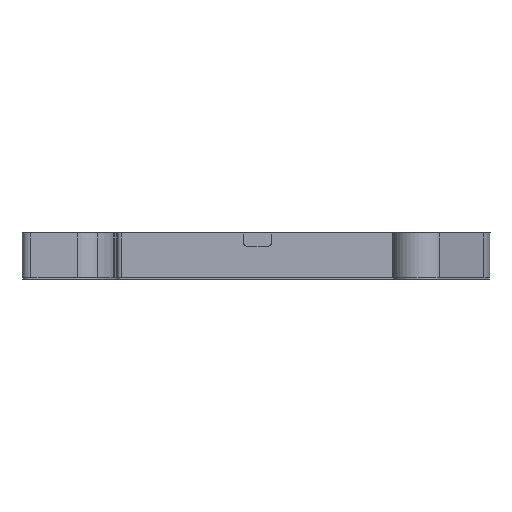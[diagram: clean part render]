
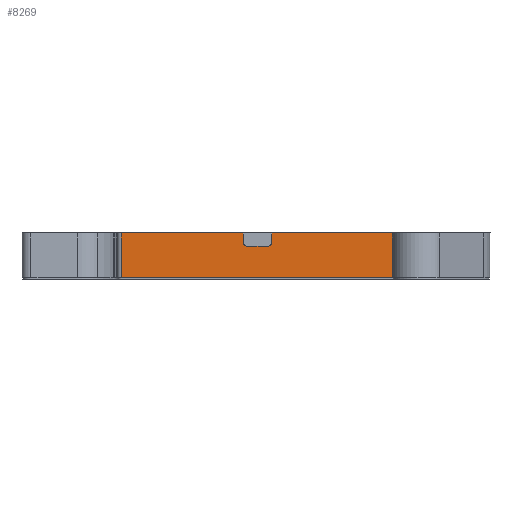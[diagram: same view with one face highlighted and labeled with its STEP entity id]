
A CAD part, front view. The second image highlights one B-rep face of the part: STEP entity #8269.
In plain terms, the highlighted planar face has unit normal (0, -1, 0).
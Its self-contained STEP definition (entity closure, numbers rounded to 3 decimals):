
#138 = VERTEX_POINT ( 'NONE', #13925 ) ;
#175 = CARTESIAN_POINT ( 'NONE',  ( -28.992, 3.323, 6.907 ) ) ;
#719 = ORIENTED_EDGE ( 'NONE', *, *, #14987, .T. ) ;
#951 = ORIENTED_EDGE ( 'NONE', *, *, #10028, .F. ) ;
#1359 = DIRECTION ( 'NONE',  ( 1., 0., 0. ) ) ;
#1688 = DIRECTION ( 'NONE',  ( 1., 0., 0. ) ) ;
#1751 = ORIENTED_EDGE ( 'NONE', *, *, #4733, .T. ) ;
#1984 =( BOUNDED_CURVE ( )  B_SPLINE_CURVE ( 3, ( #5697, #14154, #7000, #10527 ),
 .UNSPECIFIED., .F., .F. ) 
 B_SPLINE_CURVE_WITH_KNOTS ( ( 4, 4 ),
 ( 4.712, 6.283 ),
 .UNSPECIFIED. ) 
 CURVE ( )  GEOMETRIC_REPRESENTATION_ITEM ( )  RATIONAL_B_SPLINE_CURVE ( ( 1., 0.805, 0.805, 1. ) ) 
 REPRESENTATION_ITEM ( '' )  );
#2393 = PLANE ( 'NONE',  #4086 ) ;
#2637 = CARTESIAN_POINT ( 'NONE',  ( -45.56, 3.323, 8.407 ) ) ;
#3019 = EDGE_CURVE ( 'NONE', #3127, #3030, #8442, .T. ) ;
#3030 = VERTEX_POINT ( 'NONE', #14695 ) ;
#3110 = CARTESIAN_POINT ( 'NONE',  ( -28.785, 3.323, 8.407 ) ) ;
#3127 = VERTEX_POINT ( 'NONE', #6562 ) ;
#3540 = DIRECTION ( 'NONE',  ( -1., 0., 0. ) ) ;
#3596 = CARTESIAN_POINT ( 'NONE',  ( -45.56, 3.323, 8.457 ) ) ;
#3665 = CARTESIAN_POINT ( 'NONE',  ( -29.285, 3.323, 6.907 ) ) ;
#3819 = CARTESIAN_POINT ( 'NONE',  ( -28.785, 3.323, 7.407 ) ) ;
#4083 = VERTEX_POINT ( 'NONE', #6142 ) ;
#4086 = AXIS2_PLACEMENT_3D ( 'NONE', #3596, #7429, #3540 ) ;
#4162 = DIRECTION ( 'NONE',  ( 0., 0., 1. ) ) ;
#4210 = CARTESIAN_POINT ( 'NONE',  ( -31.985, 3.323, 8.457 ) ) ;
#4258 = CARTESIAN_POINT ( 'NONE',  ( -31.485, 3.323, 6.907 ) ) ;
#4292 = EDGE_CURVE ( 'NONE', #4083, #138, #8404, .T. ) ;
#4299 = FACE_OUTER_BOUND ( 'NONE', #12923, .T. ) ;
#4398 = VERTEX_POINT ( 'NONE', #3110 ) ;
#4542 = LINE ( 'NONE', #2637, #6279 ) ;
#4597 = VECTOR ( 'NONE', #11567, 1000. ) ;
#4733 = EDGE_CURVE ( 'NONE', #4398, #11120, #9361, .T. ) ;
#5697 = CARTESIAN_POINT ( 'NONE',  ( -31.485, 3.323, 6.907 ) ) ;
#5876 = EDGE_CURVE ( 'NONE', #3127, #138, #4542, .T. ) ;
#5945 = CARTESIAN_POINT ( 'NONE',  ( -28.785, 3.323, 8.457 ) ) ;
#5973 = ORIENTED_EDGE ( 'NONE', *, *, #5876, .F. ) ;
#6064 = LINE ( 'NONE', #8292, #12789 ) ;
#6142 = CARTESIAN_POINT ( 'NONE',  ( -31.985, 3.323, 7.407 ) ) ;
#6143 = ORIENTED_EDGE ( 'NONE', *, *, #10572, .T. ) ;
#6279 = VECTOR ( 'NONE', #1359, 1000. ) ;
#6464 = ORIENTED_EDGE ( 'NONE', *, *, #8607, .F. ) ;
#6562 = CARTESIAN_POINT ( 'NONE',  ( -45.56, 3.323, 8.407 ) ) ;
#7000 = CARTESIAN_POINT ( 'NONE',  ( -31.985, 3.323, 7.115 ) ) ;
#7155 = ORIENTED_EDGE ( 'NONE', *, *, #3019, .T. ) ;
#7429 = DIRECTION ( 'NONE',  ( 0., 1., 0. ) ) ;
#7500 = CARTESIAN_POINT ( 'NONE',  ( -28.785, 3.323, 7.115 ) ) ;
#8006 = VECTOR ( 'NONE', #13532, 1000. ) ;
#8269 = ADVANCED_FACE ( 'NONE', ( #4299 ), #2393, .F. ) ;
#8292 = CARTESIAN_POINT ( 'NONE',  ( -45.56, 3.323, 6.907 ) ) ;
#8404 = LINE ( 'NONE', #4210, #8991 ) ;
#8442 = LINE ( 'NONE', #8582, #12863 ) ;
#8445 = ORIENTED_EDGE ( 'NONE', *, *, #4292, .T. ) ;
#8582 = CARTESIAN_POINT ( 'NONE',  ( -45.56, 3.323, 8.457 ) ) ;
#8607 = EDGE_CURVE ( 'NONE', #13181, #14038, #9987, .T. ) ;
#8969 = LINE ( 'NONE', #15108, #10141 ) ;
#8991 = VECTOR ( 'NONE', #4162, 1000. ) ;
#9236 = ORIENTED_EDGE ( 'NONE', *, *, #9457, .F. ) ;
#9361 = LINE ( 'NONE', #5945, #15126 ) ;
#9454 = VERTEX_POINT ( 'NONE', #15008 ) ;
#9457 = EDGE_CURVE ( 'NONE', #4398, #13181, #8969, .T. ) ;
#9631 = DIRECTION ( 'NONE',  ( -1., 0., 0. ) ) ;
#9879 = CARTESIAN_POINT ( 'NONE',  ( -14.856, 3.323, 3.407 ) ) ;
#9987 = LINE ( 'NONE', #11607, #4597 ) ;
#10028 = EDGE_CURVE ( 'NONE', #14038, #3030, #12183, .T. ) ;
#10141 = VECTOR ( 'NONE', #1688, 1000. ) ;
#10527 = CARTESIAN_POINT ( 'NONE',  ( -31.985, 3.323, 7.407 ) ) ;
#10572 = EDGE_CURVE ( 'NONE', #9454, #14231, #6064, .T. ) ;
#11120 = VERTEX_POINT ( 'NONE', #3819 ) ;
#11567 = DIRECTION ( 'NONE',  ( 0., 0., -1. ) ) ;
#11581 = EDGE_CURVE ( 'NONE', #11120, #9454, #15081, .T. ) ;
#11607 = CARTESIAN_POINT ( 'NONE',  ( -14.856, 3.323, 8.457 ) ) ;
#12183 = LINE ( 'NONE', #9879, #8006 ) ;
#12355 = CARTESIAN_POINT ( 'NONE',  ( -28.785, 3.323, 7.407 ) ) ;
#12789 = VECTOR ( 'NONE', #9631, 1000. ) ;
#12863 = VECTOR ( 'NONE', #15858, 1000. ) ;
#12923 = EDGE_LOOP ( 'NONE', ( #719, #8445, #5973, #7155, #951, #6464, #9236, #1751, #15353, #6143 ) ) ;
#12952 = CARTESIAN_POINT ( 'NONE',  ( -14.856, 3.323, 8.407 ) ) ;
#13181 = VERTEX_POINT ( 'NONE', #12952 ) ;
#13532 = DIRECTION ( 'NONE',  ( -1., 0., 0. ) ) ;
#13925 = CARTESIAN_POINT ( 'NONE',  ( -31.985, 3.323, 8.407 ) ) ;
#14038 = VERTEX_POINT ( 'NONE', #14752 ) ;
#14154 = CARTESIAN_POINT ( 'NONE',  ( -31.778, 3.323, 6.907 ) ) ;
#14231 = VERTEX_POINT ( 'NONE', #4258 ) ;
#14695 = CARTESIAN_POINT ( 'NONE',  ( -45.56, 3.323, 3.407 ) ) ;
#14752 = CARTESIAN_POINT ( 'NONE',  ( -14.856, 3.323, 3.407 ) ) ;
#14987 = EDGE_CURVE ( 'NONE', #14231, #4083, #1984, .T. ) ;
#15008 = CARTESIAN_POINT ( 'NONE',  ( -29.285, 3.323, 6.907 ) ) ;
#15081 =( BOUNDED_CURVE ( )  B_SPLINE_CURVE ( 3, ( #12355, #7500, #175, #3665 ),
 .UNSPECIFIED., .F., .F. ) 
 B_SPLINE_CURVE_WITH_KNOTS ( ( 4, 4 ),
 ( 3.142, 4.712 ),
 .UNSPECIFIED. ) 
 CURVE ( )  GEOMETRIC_REPRESENTATION_ITEM ( )  RATIONAL_B_SPLINE_CURVE ( ( 1., 0.805, 0.805, 1. ) ) 
 REPRESENTATION_ITEM ( '' )  );
#15108 = CARTESIAN_POINT ( 'NONE',  ( -45.56, 3.323, 8.407 ) ) ;
#15126 = VECTOR ( 'NONE', #15737, 1000. ) ;
#15353 = ORIENTED_EDGE ( 'NONE', *, *, #11581, .T. ) ;
#15737 = DIRECTION ( 'NONE',  ( 0., 0., -1. ) ) ;
#15858 = DIRECTION ( 'NONE',  ( 0., 0., -1. ) ) ;
